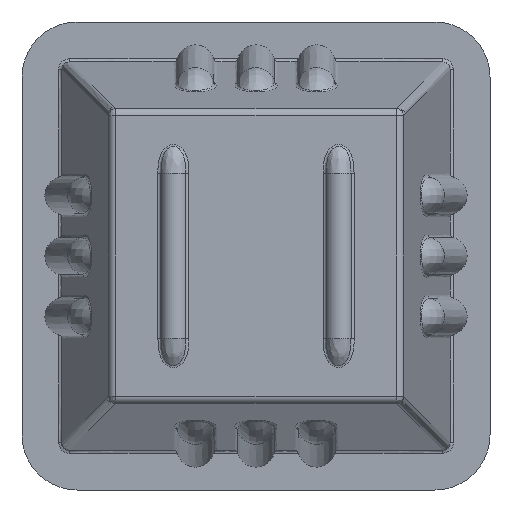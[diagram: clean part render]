
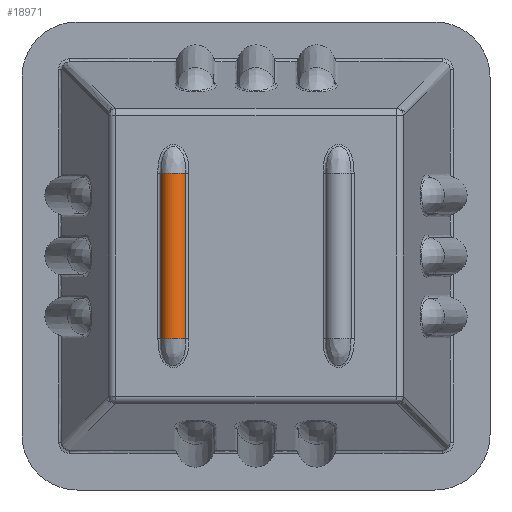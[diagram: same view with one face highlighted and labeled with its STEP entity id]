
A CAD part, front view. The second image highlights one B-rep face of the part: STEP entity #18971.
In plain terms, the highlighted free-form (B-spline) face has degree [2, 1] with [3, 2] control points.
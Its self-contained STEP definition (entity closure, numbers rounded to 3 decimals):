
#18917 = EDGE_CURVE('',#18918,#18920,#18922,.T.);
#18918 = VERTEX_POINT('',#18919);
#18919 = CARTESIAN_POINT('',(-20.458,4.983,
    17.782));
#18920 = VERTEX_POINT('',#18921);
#18921 = CARTESIAN_POINT('',(-15.105,4.983,
    17.782));
#18922 = ( BOUNDED_CURVE() B_SPLINE_CURVE(2,(#18923,#18924,#18925),
.UNSPECIFIED.,.F.,.F.) B_SPLINE_CURVE_WITH_KNOTS((3,3),(3.487,
5.937),.PIECEWISE_BEZIER_KNOTS.) CURVE() 
GEOMETRIC_REPRESENTATION_ITEM() RATIONAL_B_SPLINE_CURVE((1.,
0.339,1.)) REPRESENTATION_ITEM('') );
#18923 = CARTESIAN_POINT('',(-20.458,4.983,
    17.782));
#18924 = CARTESIAN_POINT('',(-17.782,-2.446,
    17.782));
#18925 = CARTESIAN_POINT('',(-15.105,4.983,
    17.782));
#18971 = ADVANCED_FACE('',(#18972),#18995,.T.);
#18972 = FACE_BOUND('',#18973,.T.);
#18973 = EDGE_LOOP('',(#18974,#18975,#18982,#18990));
#18974 = ORIENTED_EDGE('',*,*,#18917,.F.);
#18975 = ORIENTED_EDGE('',*,*,#18976,.F.);
#18976 = EDGE_CURVE('',#18977,#18918,#18979,.T.);
#18977 = VERTEX_POINT('',#18978);
#18978 = CARTESIAN_POINT('',(-20.458,4.983,
    -17.782));
#18979 = B_SPLINE_CURVE_WITH_KNOTS('',1,(#18980,#18981),.UNSPECIFIED.,
  .F.,.F.,(2,2),(0.,30.),.PIECEWISE_BEZIER_KNOTS.);
#18980 = CARTESIAN_POINT('',(-20.458,4.983,
    -17.782));
#18981 = CARTESIAN_POINT('',(-20.458,4.983,
    17.782));
#18982 = ORIENTED_EDGE('',*,*,#18983,.T.);
#18983 = EDGE_CURVE('',#18977,#18984,#18986,.T.);
#18984 = VERTEX_POINT('',#18985);
#18985 = CARTESIAN_POINT('',(-15.105,4.983,
    -17.782));
#18986 = ( BOUNDED_CURVE() B_SPLINE_CURVE(2,(#18987,#18988,#18989),
.UNSPECIFIED.,.F.,.F.) B_SPLINE_CURVE_WITH_KNOTS((3,3),(1.917,
4.367),.PIECEWISE_BEZIER_KNOTS.) CURVE() 
GEOMETRIC_REPRESENTATION_ITEM() RATIONAL_B_SPLINE_CURVE((1.,
0.339,1.)) REPRESENTATION_ITEM('') );
#18987 = CARTESIAN_POINT('',(-20.458,4.983,
    -17.782));
#18988 = CARTESIAN_POINT('',(-17.782,-2.446,
    -17.782));
#18989 = CARTESIAN_POINT('',(-15.105,4.983,
    -17.782));
#18990 = ORIENTED_EDGE('',*,*,#18991,.F.);
#18991 = EDGE_CURVE('',#18920,#18984,#18992,.T.);
#18992 = B_SPLINE_CURVE_WITH_KNOTS('',1,(#18993,#18994),.UNSPECIFIED.,
  .F.,.F.,(2,2),(-30.,0.),.PIECEWISE_BEZIER_KNOTS.);
#18993 = CARTESIAN_POINT('',(-15.105,4.983,
    17.782));
#18994 = CARTESIAN_POINT('',(-15.105,4.983,
    -17.782));
#18995 = ( BOUNDED_SURFACE() B_SPLINE_SURFACE(2,1,(
    (#18996,#18997)
    ,(#18998,#18999)
    ,(#19000,#19001
)),.UNSPECIFIED.,.F.,.F.,.F.) B_SPLINE_SURFACE_WITH_KNOTS((3,3),(2,2),(
    3.487,5.937),(0.,30.),
.PIECEWISE_BEZIER_KNOTS.) GEOMETRIC_REPRESENTATION_ITEM() 
RATIONAL_B_SPLINE_SURFACE((
    (1.,1.)
    ,(0.339,0.339)
,(1.,1.))) REPRESENTATION_ITEM('') SURFACE() );
#18996 = CARTESIAN_POINT('',(-20.458,4.983,
    -17.782));
#18997 = CARTESIAN_POINT('',(-20.458,4.983,
    17.782));
#18998 = CARTESIAN_POINT('',(-17.782,-2.446,
    -17.782));
#18999 = CARTESIAN_POINT('',(-17.782,-2.446,
    17.782));
#19000 = CARTESIAN_POINT('',(-15.105,4.983,
    -17.782));
#19001 = CARTESIAN_POINT('',(-15.105,4.983,
    17.782));
